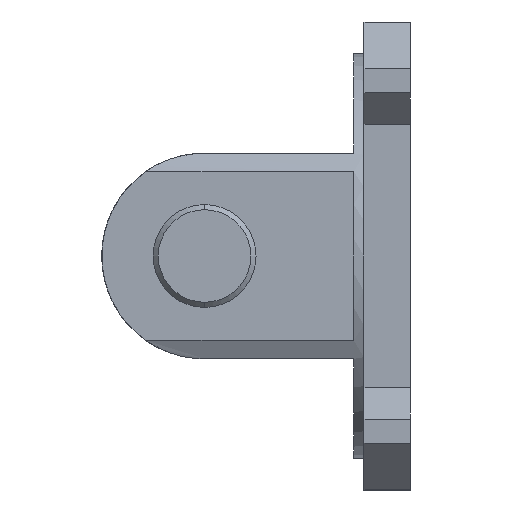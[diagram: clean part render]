
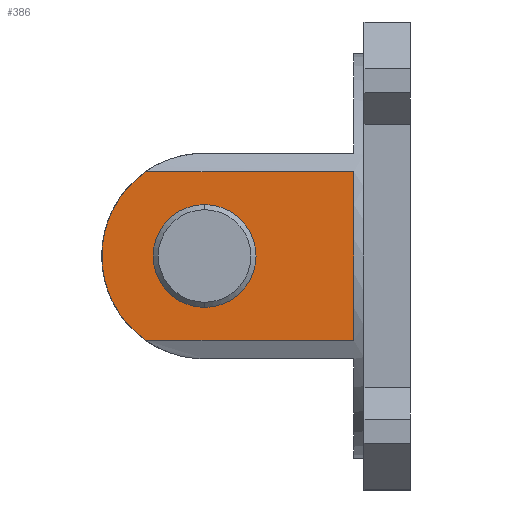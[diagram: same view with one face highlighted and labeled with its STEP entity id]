
A CAD part, left-side view. The second image highlights one B-rep face of the part: STEP entity #386.
In plain terms, the highlighted planar face has unit normal (-1, 0, 0).
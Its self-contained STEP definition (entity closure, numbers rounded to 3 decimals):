
#59 = CIRCLE ( 'NONE', #294, 10. ) ;
#63 = VERTEX_POINT ( 'NONE', #504 ) ;
#95 = VERTEX_POINT ( 'NONE', #237 ) ;
#101 = CARTESIAN_POINT ( 'NONE',  ( -17.9, 25.72, 8.203 ) ) ;
#102 = CARTESIAN_POINT ( 'NONE',  ( -17.9, -38.924, -8.203 ) ) ;
#117 = CARTESIAN_POINT ( 'NONE',  ( -17.9, 20., 5. ) ) ;
#120 = DIRECTION ( 'NONE',  ( 0., 1., 0. ) ) ;
#126 = ORIENTED_EDGE ( 'NONE', *, *, #1723, .T. ) ;
#135 = FACE_OUTER_BOUND ( 'NONE', #1803, .T. ) ;
#173 = ORIENTED_EDGE ( 'NONE', *, *, #2265, .T. ) ;
#237 = CARTESIAN_POINT ( 'NONE',  ( -17.9, 5.5, 8.203 ) ) ;
#294 = AXIS2_PLACEMENT_3D ( 'NONE', #702, #1987, #917 ) ;
#386 = ADVANCED_FACE ( 'NONE', ( #737, #135 ), #1969, .F. ) ;
#411 = LINE ( 'NONE', #1305, #1786 ) ;
#500 = EDGE_CURVE ( 'NONE', #1488, #1142, #1913, .T. ) ;
#504 = CARTESIAN_POINT ( 'NONE',  ( -17.9, 5.5, -8.203 ) ) ;
#702 = CARTESIAN_POINT ( 'NONE',  ( -17.9, 20., 0. ) ) ;
#737 = FACE_BOUND ( 'NONE', #1733, .T. ) ;
#797 = AXIS2_PLACEMENT_3D ( 'NONE', #1066, #1041, #1012 ) ;
#821 = CARTESIAN_POINT ( 'NONE',  ( -17.9, 25.72, -8.203 ) ) ;
#874 = VERTEX_POINT ( 'NONE', #821 ) ;
#917 = DIRECTION ( 'NONE',  ( 0., 0., -1. ) ) ;
#1012 = DIRECTION ( 'NONE',  ( 0., 0., -1. ) ) ;
#1041 = DIRECTION ( 'NONE',  ( 1., 0., 0. ) ) ;
#1066 = CARTESIAN_POINT ( 'NONE',  ( -17.9, 20., 0. ) ) ;
#1142 = VERTEX_POINT ( 'NONE', #117 ) ;
#1151 = DIRECTION ( 'NONE',  ( 0., 1., 0. ) ) ;
#1186 = VECTOR ( 'NONE', #1151, 1000. ) ;
#1248 = AXIS2_PLACEMENT_3D ( 'NONE', #1667, #1665, #1660 ) ;
#1297 = CIRCLE ( 'NONE', #797, 5. ) ;
#1305 = CARTESIAN_POINT ( 'NONE',  ( -17.9, -38.924, 8.203 ) ) ;
#1335 = ORIENTED_EDGE ( 'NONE', *, *, #2386, .T. ) ;
#1383 = VERTEX_POINT ( 'NONE', #101 ) ;
#1488 = VERTEX_POINT ( 'NONE', #1609 ) ;
#1546 = DIRECTION ( 'NONE',  ( 0., 0., 1. ) ) ;
#1590 = ORIENTED_EDGE ( 'NONE', *, *, #1670, .T. ) ;
#1600 = ORIENTED_EDGE ( 'NONE', *, *, #500, .T. ) ;
#1609 = CARTESIAN_POINT ( 'NONE',  ( -17.9, 20., -5. ) ) ;
#1643 = LINE ( 'NONE', #102, #1186 ) ;
#1660 = DIRECTION ( 'NONE',  ( 0., 0., -1. ) ) ;
#1665 = DIRECTION ( 'NONE',  ( 1., 0., 0. ) ) ;
#1667 = CARTESIAN_POINT ( 'NONE',  ( -17.9, 20., 0. ) ) ;
#1670 = EDGE_CURVE ( 'NONE', #63, #95, #1935, .T. ) ;
#1723 = EDGE_CURVE ( 'NONE', #1142, #1488, #1297, .T. ) ;
#1733 = EDGE_LOOP ( 'NONE', ( #1600, #126 ) ) ;
#1738 = ORIENTED_EDGE ( 'NONE', *, *, #1793, .F. ) ;
#1786 = VECTOR ( 'NONE', #120, 1000. ) ;
#1793 = EDGE_CURVE ( 'NONE', #63, #874, #1643, .T. ) ;
#1803 = EDGE_LOOP ( 'NONE', ( #1335, #173, #1738, #1590 ) ) ;
#1874 = VECTOR ( 'NONE', #1546, 1000. ) ;
#1913 = CIRCLE ( 'NONE', #1248, 5. ) ;
#1935 = LINE ( 'NONE', #2302, #1874 ) ;
#1945 = DIRECTION ( 'NONE',  ( 0., 0., -1. ) ) ;
#1949 = DIRECTION ( 'NONE',  ( 1., 0., 0. ) ) ;
#1969 = PLANE ( 'NONE',  #2239 ) ;
#1970 = CARTESIAN_POINT ( 'NONE',  ( -17.9, -38.924, -8.203 ) ) ;
#1987 = DIRECTION ( 'NONE',  ( -1., 0., 0. ) ) ;
#2239 = AXIS2_PLACEMENT_3D ( 'NONE', #1970, #1949, #1945 ) ;
#2265 = EDGE_CURVE ( 'NONE', #1383, #874, #59, .T. ) ;
#2302 = CARTESIAN_POINT ( 'NONE',  ( -17.9, 5.5, -8.203 ) ) ;
#2386 = EDGE_CURVE ( 'NONE', #95, #1383, #411, .T. ) ;
